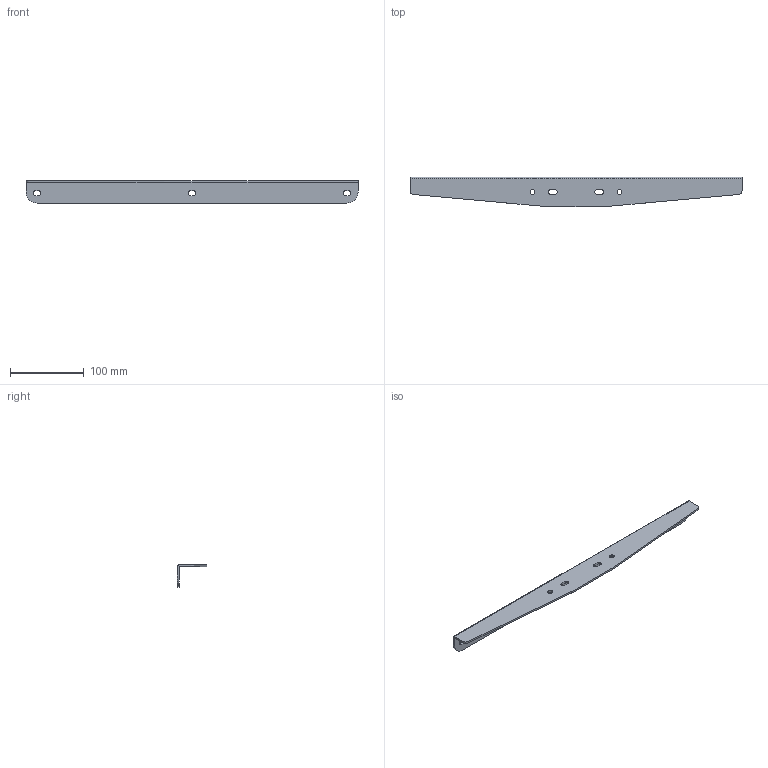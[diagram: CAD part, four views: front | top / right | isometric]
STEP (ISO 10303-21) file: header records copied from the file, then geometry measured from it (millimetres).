
FILE_DESCRIPTION((''),'2;1');
FILE_NAME('JC35TS-0436','2021-01-08T12:58:03',('sa'),('捷昌驱动'),'CREO PARAMETRIC BY PTC INC, 2018100','CREO PARAMETRIC BY PTC INC, 2018100','');
FILE_SCHEMA(('CONFIG_CONTROL_DESIGN'));
Length unit declared in the file: millimetre
Products named in the file (1): JC35TS-0436
Bounding box: 450 x 40 x 30 mm (x, y, z)
Volume: 66362.7 mm3; surface area: 55945.8 mm2
Topology: 1 solids, 1 shells, 41 faces, 137 edges, 98 vertices
Faces by surface type: cylinder 21, plane 20
Entity records: 1619 total; most frequent: DIRECTION 281, CARTESIAN_POINT 276, ORIENTED_EDGE 274, EDGE_CURVE 137, AXIS2_PLACEMENT_3D 103, VERTEX_POINT 98, VECTOR 75, LINE 75
